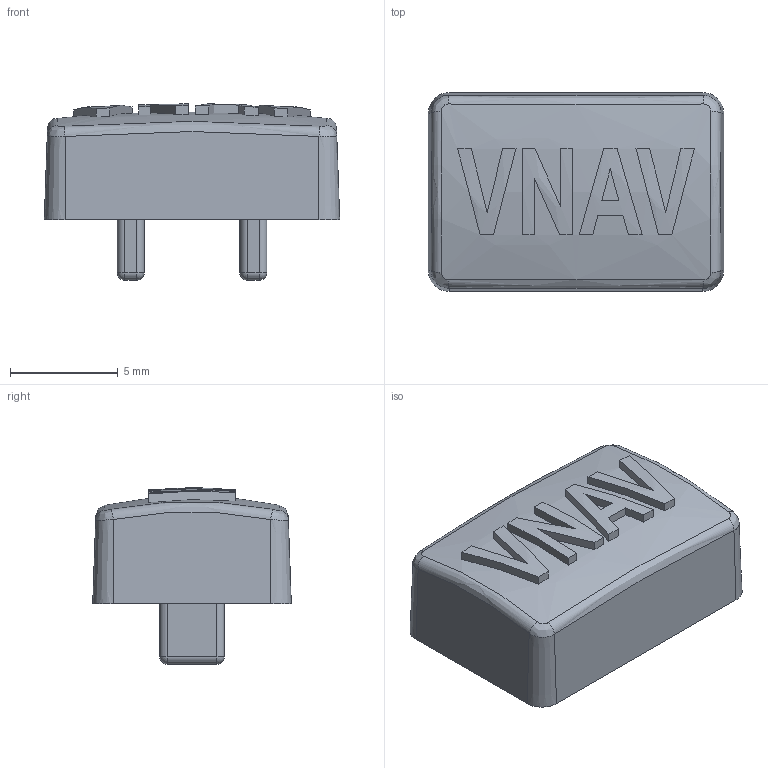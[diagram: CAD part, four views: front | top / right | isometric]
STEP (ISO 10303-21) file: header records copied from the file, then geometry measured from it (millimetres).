
FILE_DESCRIPTION(/* description */ (''),/* implementation_level */ '2;1');
FILE_NAME(/* name */ 'AP_button_VNAV.stp',/* time_stamp */ '2024-10-05T22:07:42-07:00',/* author */ (''),/* organization */ (''),/* preprocessor_version */ 'ST-DEVELOPER v18.1',/* originating_system */ 'SIEMENS PLM Software NX 1996',/* authorisation */ '');
FILE_SCHEMA (('AUTOMOTIVE_DESIGN { 1 0 10303 214 3 1 1 1 }'));
Length unit declared in the file: millimetre
Products named in the file (1): freg63601562sixz
Bounding box: 13.73 x 9.23 x 8.2 mm (x, y, z)
Volume: 334.2 mm3; surface area: 705.3 mm2
Topology: 1 solids, 1 shells, 196 faces, 489 edges, 282 vertices
Faces by surface type: bspline 75, plane 73, cylinder 32, sphere 12, cone 4
Entity records: 7734 total; most frequent: CARTESIAN_POINT 3548, ORIENTED_EDGE 938, DIRECTION 595, EDGE_CURVE 469, VERTEX_POINT 283, AXIS2_PLACEMENT_3D 226, B_SPLINE_CURVE_WITH_KNOTS 222, EDGE_LOOP 203
